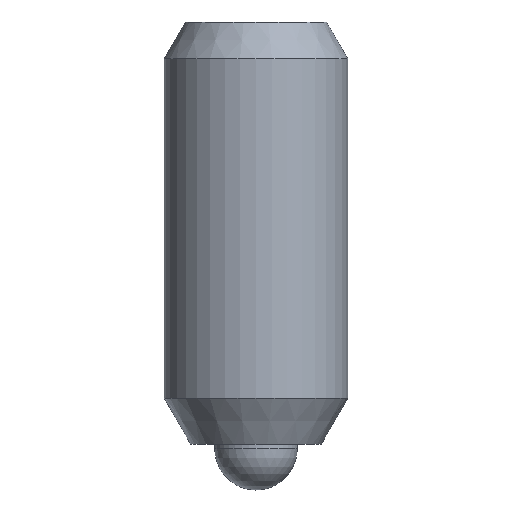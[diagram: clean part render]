
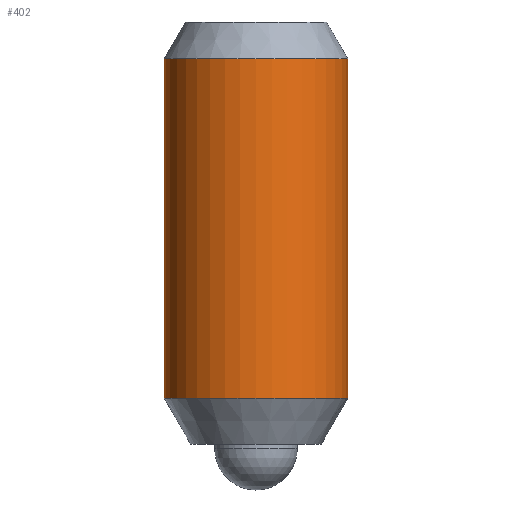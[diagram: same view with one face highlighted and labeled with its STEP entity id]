
A CAD part, front view. The second image highlights one B-rep face of the part: STEP entity #402.
In plain terms, the highlighted cylindrical face has radius 5 mm (diameter 10 mm), a partial arc.
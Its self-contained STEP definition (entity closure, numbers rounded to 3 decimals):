
#162=VERTEX_POINT('',#431);
#178=EDGE_CURVE('',#358,#162,#448,.T.);
#182=EDGE_CURVE('',#270,#302,#453,.T.);
#270=VERTEX_POINT('',#550);
#288=EDGE_CURVE('',#302,#162,#569,.T.);
#302=VERTEX_POINT('',#584);
#358=VERTEX_POINT('',#651);
#374=EDGE_CURVE('',#358,#270,#668,.T.);
#402=ADVANCED_FACE('',(#702),#703,.T.);
#431=CARTESIAN_POINT('',(-5.,0.,5.));
#448=CIRCLE('',#746,5.0);
#453=CIRCLE('',#752,5.0);
#550=CARTESIAN_POINT('',(5.,0.,23.5));
#569=LINE('',#925,#926);
#584=CARTESIAN_POINT('',(-5.,0.,23.5));
#651=CARTESIAN_POINT('',(5.,0.,5.));
#668=LINE('',#1081,#1082);
#702=FACE_OUTER_BOUND('',#1132,.T.);
#703=CYLINDRICAL_SURFACE('',#1133,5.0);
#746=AXIS2_PLACEMENT_3D('',#1159,#1160,#1161);
#752=AXIS2_PLACEMENT_3D('',#1170,#1171,#1172);
#925=CARTESIAN_POINT('',(-5.,0.,14.25));
#926=VECTOR('',#1286,1.0);
#1081=CARTESIAN_POINT('',(5.,0.,14.25));
#1082=VECTOR('',#1420,1.0);
#1132=EDGE_LOOP('',(#1464,#1465,#1466,#1467));
#1133=AXIS2_PLACEMENT_3D('',#1468,#1469,#1470);
#1159=CARTESIAN_POINT('',(0.,0.,5.));
#1160=DIRECTION('',(-0.0,0.0,-1.0));
#1161=DIRECTION('',(-1.0,0.,0.0));
#1170=CARTESIAN_POINT('',(0.,0.,23.5));
#1171=DIRECTION('',(-0.0,0.0,-1.0));
#1172=DIRECTION('',(-1.0,0.,0.0));
#1286=DIRECTION('',(0.0,0.0,-1.0));
#1420=DIRECTION('',(-0.0,-0.0,1.0));
#1464=ORIENTED_EDGE('',*,*,#288,.T.);
#1465=ORIENTED_EDGE('',*,*,#178,.F.);
#1466=ORIENTED_EDGE('',*,*,#374,.T.);
#1467=ORIENTED_EDGE('',*,*,#182,.T.);
#1468=CARTESIAN_POINT('',(0.,0.,14.25));
#1469=DIRECTION('',(0.0,-0.0,1.0));
#1470=DIRECTION('',(-1.0,0.,0.0));
